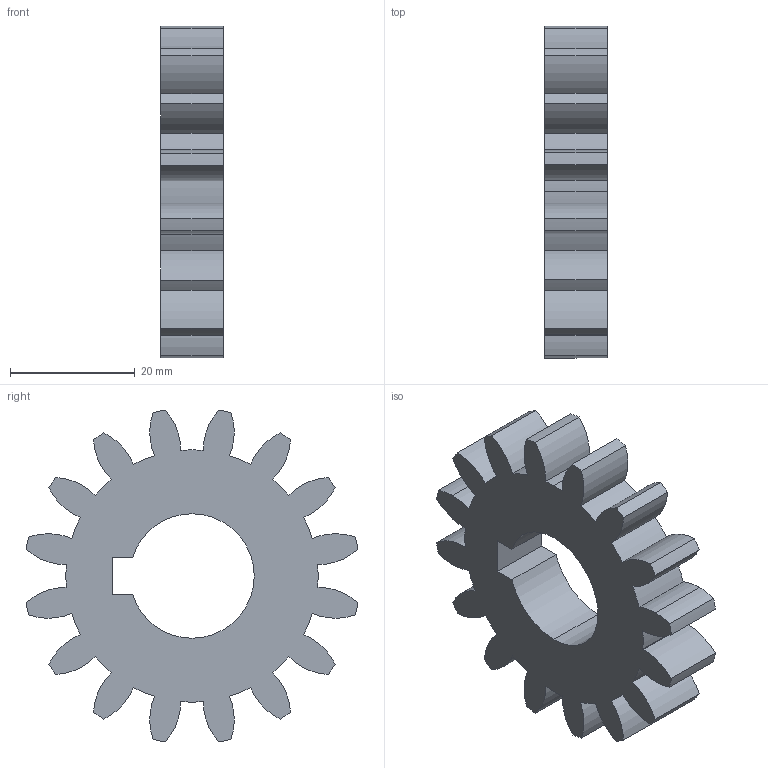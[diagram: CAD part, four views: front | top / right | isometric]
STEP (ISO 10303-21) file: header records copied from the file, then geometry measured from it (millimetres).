
FILE_DESCRIPTION (( 'STEP AP203' ), '1' );
FILE_NAME ('spur gear_am_Metric - Spur gear 3M 16T 14.5PA 10FW ---S16N75H50L20S1_sldprt.STEP', '2020-10-25T15:21:16', ( '' ), ( '' ), 'SwSTEP 2.0', 'SolidWorks 2019', '' );
FILE_SCHEMA (( 'CONFIG_CONTROL_DESIGN' ));
Length unit declared in the file: millimetre
Products named in the file (1): spur gear_am_Metric - Spur gear 3M 16T 14.5PA 10FW ---S16N75H50L20S1_sldprt
Bounding box: 10 x 53.31 x 53.31 mm (x, y, z)
Volume: 13916.9 mm3; surface area: 6651.4 mm2
Topology: 1 solids, 1 shells, 77 faces, 225 edges, 150 vertices
Faces by surface type: cylinder 72, plane 5
Entity records: 2724 total; most frequent: DIRECTION 525, CARTESIAN_POINT 453, ORIENTED_EDGE 450, EDGE_CURVE 225, AXIS2_PLACEMENT_3D 222, VERTEX_POINT 150, CIRCLE 144, LINE 81
